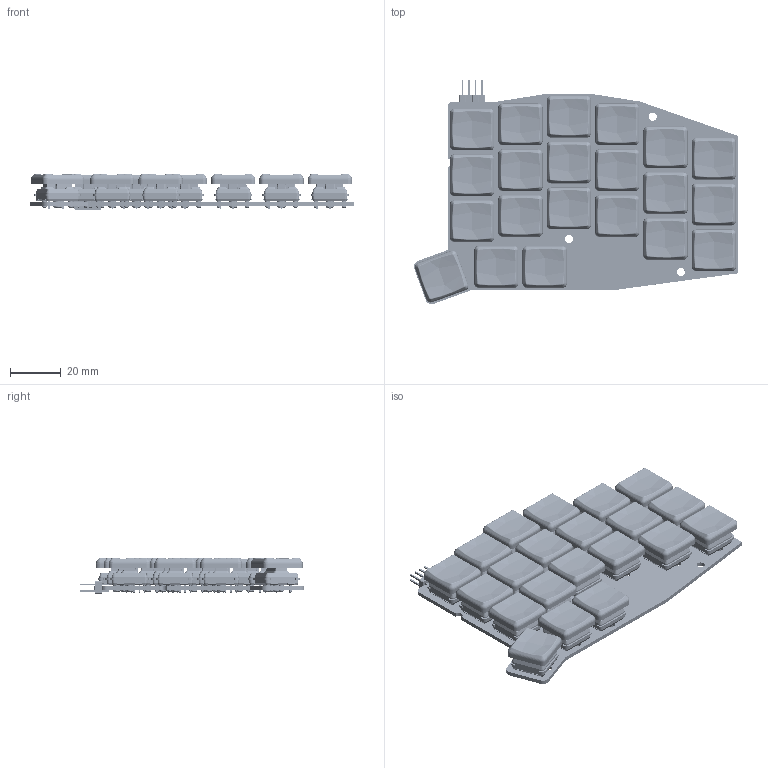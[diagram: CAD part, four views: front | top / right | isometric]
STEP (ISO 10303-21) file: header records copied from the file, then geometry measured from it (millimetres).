
FILE_DESCRIPTION(('KiCad electronic assembly'),'2;1');
FILE_NAME('PCB R2.step','2023-05-30T11:19:36',('Pcbnew'),('Kicad'), 'Open CASCADE STEP processor 7.6','KiCad to STEP converter','Unknown' );
FILE_SCHEMA(('AUTOMOTIVE_DESIGN { 1 0 10303 214 1 1 1 1 }'));
Length unit declared in the file: millimetre
Products named in the file (8): PCB R2 1; PinHeader_2x04_P2.54mm_Vertical; SOLID; Kailh LP Choc Burnt Orange; Keycap_MBK_1u; Input PCB
Assembly tree (47 placements, depth 3):
  PCB R2 1
    PinHeader_2x04_P2.54mm_Vertical
      SOLID
    Kailh LP Choc Burnt Orange  x21
      SOLID
    Keycap_MBK_1u  x21
      SOLID
    Input PCB
Bounding box: 127.33 x 88.16 x 14.26 mm (x, y, z)
Volume: 47622.2 mm3; surface area: 56077.7 mm2
Topology: 44 solids, 44 shells, 10455 faces, 26537 edges, 16438 vertices
Faces by surface type: plane 5116, cylinder 2861, bspline 861, cone 756, torus 588, sphere 273
Full cylindrical faces by diameter (mm): 1.7 x42, 2.762 x21, 2.826 x21, 2.893 x21, 3 x63, 3.007 x21, 3.2 x24
Entity records: 63611 total; most frequent: CARTESIAN_POINT 19071, DIRECTION 7986, LINE 4998, VECTOR 4998, ORIENTED_EDGE 4290, PCURVE 4290, DEFINITIONAL_REPRESENTATION 4290, EDGE_CURVE 2145
